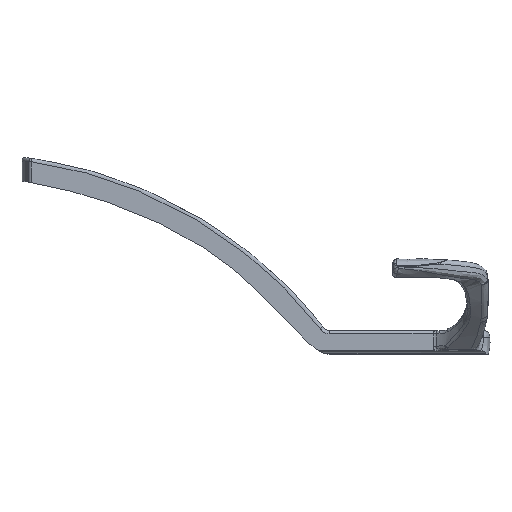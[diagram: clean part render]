
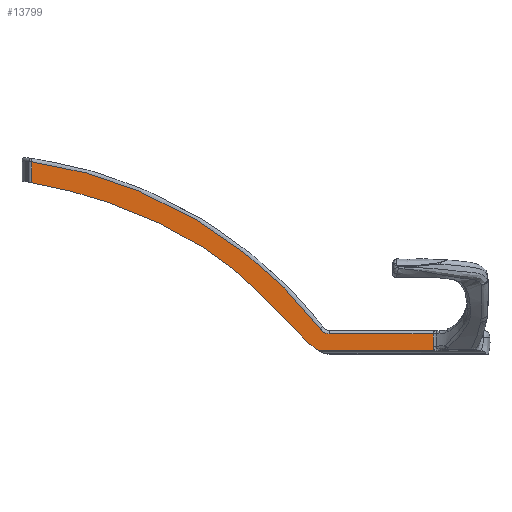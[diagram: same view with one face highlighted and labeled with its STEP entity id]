
A CAD part, left-side view. The second image highlights one B-rep face of the part: STEP entity #13799.
In plain terms, the highlighted planar face has unit normal (-1, 0, 0).
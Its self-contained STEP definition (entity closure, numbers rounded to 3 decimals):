
#80 = ORIENTED_EDGE ( 'NONE', *, *, #14713, .F. ) ;
#304 = VECTOR ( 'NONE', #13455, 1000. ) ;
#378 = CARTESIAN_POINT ( 'NONE',  ( -8.65, 116.675, 48.157 ) ) ;
#426 = LINE ( 'NONE', #11250, #304 ) ;
#448 = CARTESIAN_POINT ( 'NONE',  ( -8.65, 139.712, 58.705 ) ) ;
#479 = ORIENTED_EDGE ( 'NONE', *, *, #1752, .T. ) ;
#533 = EDGE_CURVE ( 'NONE', #10212, #11595, #1365, .T. ) ;
#672 = CARTESIAN_POINT ( 'NONE',  ( -8.65, 118.497, 54.012 ) ) ;
#689 = PLANE ( 'NONE',  #8880 ) ;
#921 = DIRECTION ( 'NONE',  ( 0., 0., -1. ) ) ;
#1182 = CARTESIAN_POINT ( 'NONE',  ( -8.65, 48.964, 6.251 ) ) ;
#1365 = B_SPLINE_CURVE_WITH_KNOTS ( 'NONE', 3,
 ( #14698, #5469, #13628, #12224, #7658, #6479, #10029, #14774, #4166, #8878, #10186, #4320, #12446, #1610, #8955, #2989, #11270, #672, #5389, #10105, #13700, #448 ),
 .UNSPECIFIED., .F., .F.,
 ( 4, 2, 2, 2, 2, 2, 2, 2, 2, 2, 4 ),
 ( 0.008, 0.021, 0.028, 0.034, 0.047, 0.054, 0.06, 0.073, 0.086, 0.099, 0.111 ),
 .UNSPECIFIED. ) ;
#1411 = LINE ( 'NONE', #13031, #8388 ) ;
#1422 = ORIENTED_EDGE ( 'NONE', *, *, #2131, .T. ) ;
#1610 = CARTESIAN_POINT ( 'NONE',  ( -8.65, 94.465, 43.9 ) ) ;
#1679 = VECTOR ( 'NONE', #7284, 1000. ) ;
#1740 = ORIENTED_EDGE ( 'NONE', *, *, #533, .T. ) ;
#1752 = EDGE_CURVE ( 'NONE', #11595, #12469, #7740, .T. ) ;
#2131 = EDGE_CURVE ( 'NONE', #2972, #7167, #5958, .T. ) ;
#2243 = CARTESIAN_POINT ( 'NONE',  ( -8.65, 17.244, 1.791 ) ) ;
#2444 = CARTESIAN_POINT ( 'NONE',  ( -8.65, 51.472, 7.446 ) ) ;
#2552 = DIRECTION ( 'NONE',  ( 0., 0., 1. ) ) ;
#2972 = VERTEX_POINT ( 'NONE', #5530 ) ;
#2989 = CARTESIAN_POINT ( 'NONE',  ( -8.65, 106.215, 49.523 ) ) ;
#3262 = CARTESIAN_POINT ( 'NONE',  ( -8.65, 16.999, 1.294 ) ) ;
#3347 = CARTESIAN_POINT ( 'NONE',  ( -8.65, 17.275, 1.899 ) ) ;
#3471 = EDGE_CURVE ( 'NONE', #15187, #7729, #11302, .T. ) ;
#3779 = CARTESIAN_POINT ( 'NONE',  ( -8.65, 52.898, 1.52 ) ) ;
#4166 = CARTESIAN_POINT ( 'NONE',  ( -8.65, 76.195, 32.071 ) ) ;
#4320 = CARTESIAN_POINT ( 'NONE',  ( -8.65, 86.951, 39.472 ) ) ;
#4467 = EDGE_CURVE ( 'NONE', #15001, #15187, #426, .T. ) ;
#4585 = CARTESIAN_POINT ( 'NONE',  ( -8.65, 17.326, 2.226 ) ) ;
#5389 = CARTESIAN_POINT ( 'NONE',  ( -8.65, 122.67, 55.239 ) ) ;
#5469 = CARTESIAN_POINT ( 'NONE',  ( -8.65, 54.406, 11.389 ) ) ;
#5530 = CARTESIAN_POINT ( 'NONE',  ( -8.65, 17.326, 6.251 ) ) ;
#5936 = CARTESIAN_POINT ( 'NONE',  ( -8.65, 48.964, 6.251 ) ) ;
#5945 = ORIENTED_EDGE ( 'NONE', *, *, #13017, .T. ) ;
#5958 = LINE ( 'NONE', #1182, #1679 ) ;
#6166 = EDGE_LOOP ( 'NONE', ( #13811, #14279, #15336, #1422, #5945, #1740, #479, #80 ) ) ;
#6479 = CARTESIAN_POINT ( 'NONE',  ( -8.65, 66.344, 23.731 ) ) ;
#6497 = DIRECTION ( 'NONE',  ( -1., 0., 0. ) ) ;
#6603 = B_SPLINE_CURVE_WITH_KNOTS ( 'NONE', 3,
 ( #9568, #3779, #10969, #8431, #7264, #378, #14321 ),
 .UNSPECIFIED., .F., .F.,
 ( 4, 1, 1, 1, 4 ),
 ( 0.032, 0.053, 0.131, 0.324, 0.968 ),
 .UNSPECIFIED. ) ;
#7034 = CARTESIAN_POINT ( 'NONE',  ( -8.65, 50.864, 6.831 ) ) ;
#7167 = VERTEX_POINT ( 'NONE', #8635 ) ;
#7171 = CARTESIAN_POINT ( 'NONE',  ( -8.65, 52.226, 1.126 ) ) ;
#7178 = B_SPLINE_CURVE_WITH_KNOTS ( 'NONE', 3,
 ( #5936, #8286, #8210, #14317, #10659, #7034, #14243, #2444, #7181, #11908 ),
 .UNSPECIFIED., .F., .F.,
 ( 4, 2, 2, 2, 4 ),
 ( 0., 0.001, 0.002, 0.003, 0.003 ),
 .UNSPECIFIED. ) ;
#7181 = CARTESIAN_POINT ( 'NONE',  ( -8.65, 51.638, 7.686 ) ) ;
#7264 = CARTESIAN_POINT ( 'NONE',  ( -8.65, 86.214, 36.346 ) ) ;
#7284 = DIRECTION ( 'NONE',  ( 0., 1., 0. ) ) ;
#7658 = CARTESIAN_POINT ( 'NONE',  ( -8.65, 63.228, 20.78 ) ) ;
#7729 = VERTEX_POINT ( 'NONE', #14325 ) ;
#7740 = LINE ( 'NONE', #7963, #10577 ) ;
#7963 = CARTESIAN_POINT ( 'NONE',  ( -8.65, 139.712, 100. ) ) ;
#8210 = CARTESIAN_POINT ( 'NONE',  ( -8.65, 49.541, 6.274 ) ) ;
#8286 = CARTESIAN_POINT ( 'NONE',  ( -8.65, 49.255, 6.245 ) ) ;
#8388 = VECTOR ( 'NONE', #2552, 1000. ) ;
#8431 = CARTESIAN_POINT ( 'NONE',  ( -8.65, 63.199, 11.566 ) ) ;
#8448 = EDGE_CURVE ( 'NONE', #7729, #2972, #1411, .T. ) ;
#8635 = CARTESIAN_POINT ( 'NONE',  ( -8.65, 48.964, 6.251 ) ) ;
#8878 = CARTESIAN_POINT ( 'NONE',  ( -8.65, 81.486, 35.868 ) ) ;
#8880 = AXIS2_PLACEMENT_3D ( 'NONE', #12316, #6497, #11217 ) ;
#8955 = CARTESIAN_POINT ( 'NONE',  ( -8.65, 98.323, 45.9 ) ) ;
#9451 = CARTESIAN_POINT ( 'NONE',  ( -8.65, 139.712, 58.705 ) ) ;
#9568 = CARTESIAN_POINT ( 'NONE',  ( -8.65, 52.226, 1.126 ) ) ;
#10029 = CARTESIAN_POINT ( 'NONE',  ( -8.65, 67.936, 25.172 ) ) ;
#10105 = CARTESIAN_POINT ( 'NONE',  ( -8.65, 131.115, 57.284 ) ) ;
#10186 = CARTESIAN_POINT ( 'NONE',  ( -8.65, 83.288, 37.098 ) ) ;
#10205 = FACE_OUTER_BOUND ( 'NONE', #6166, .T. ) ;
#10212 = VERTEX_POINT ( 'NONE', #12094 ) ;
#10456 = CARTESIAN_POINT ( 'NONE',  ( -8.65, 17.316, 2.116 ) ) ;
#10577 = VECTOR ( 'NONE', #921, 1000. ) ;
#10659 = CARTESIAN_POINT ( 'NONE',  ( -8.65, 50.37, 6.528 ) ) ;
#10969 = CARTESIAN_POINT ( 'NONE',  ( -8.65, 55.911, 3.705 ) ) ;
#11217 = DIRECTION ( 'NONE',  ( 0., 0., 1. ) ) ;
#11250 = CARTESIAN_POINT ( 'NONE',  ( -8.65, 52.226, 1.126 ) ) ;
#11270 = CARTESIAN_POINT ( 'NONE',  ( -8.65, 110.252, 51.147 ) ) ;
#11302 = B_SPLINE_CURVE_WITH_KNOTS ( 'NONE', 3,
 ( #15041, #3262, #12554, #2243, #3347, #10456, #4585, #11306 ),
 .UNSPECIFIED., .F., .F.,
 ( 4, 2, 2, 4 ),
 ( 0., 0.001, 0.001, 0.001 ),
 .UNSPECIFIED. ) ;
#11306 = CARTESIAN_POINT ( 'NONE',  ( -8.65, 17.326, 2.338 ) ) ;
#11595 = VERTEX_POINT ( 'NONE', #9451 ) ;
#11908 = CARTESIAN_POINT ( 'NONE',  ( -8.65, 51.778, 7.939 ) ) ;
#12094 = CARTESIAN_POINT ( 'NONE',  ( -8.65, 51.778, 7.939 ) ) ;
#12224 = CARTESIAN_POINT ( 'NONE',  ( -8.65, 61.702, 19.271 ) ) ;
#12316 = CARTESIAN_POINT ( 'NONE',  ( -8.65, 16.799, 100. ) ) ;
#12446 = CARTESIAN_POINT ( 'NONE',  ( -8.65, 88.813, 40.615 ) ) ;
#12469 = VERTEX_POINT ( 'NONE', #14680 ) ;
#12554 = CARTESIAN_POINT ( 'NONE',  ( -8.65, 17.121, 1.481 ) ) ;
#13017 = EDGE_CURVE ( 'NONE', #7167, #10212, #7178, .T. ) ;
#13031 = CARTESIAN_POINT ( 'NONE',  ( -8.65, 17.326, 6.251 ) ) ;
#13455 = DIRECTION ( 'NONE',  ( 0., -1., 0. ) ) ;
#13541 = CARTESIAN_POINT ( 'NONE',  ( -8.65, 16.85, 1.126 ) ) ;
#13628 = CARTESIAN_POINT ( 'NONE',  ( -8.65, 57.235, 14.633 ) ) ;
#13700 = CARTESIAN_POINT ( 'NONE',  ( -8.65, 135.388, 58.101 ) ) ;
#13799 = ADVANCED_FACE ( 'NONE', ( #10205 ), #689, .T. ) ;
#13811 = ORIENTED_EDGE ( 'NONE', *, *, #4467, .T. ) ;
#14243 = CARTESIAN_POINT ( 'NONE',  ( -8.65, 51.084, 7.018 ) ) ;
#14279 = ORIENTED_EDGE ( 'NONE', *, *, #3471, .T. ) ;
#14317 = CARTESIAN_POINT ( 'NONE',  ( -8.65, 50.104, 6.416 ) ) ;
#14321 = CARTESIAN_POINT ( 'NONE',  ( -8.65, 139.712, 52.323 ) ) ;
#14325 = CARTESIAN_POINT ( 'NONE',  ( -8.65, 17.326, 2.338 ) ) ;
#14680 = CARTESIAN_POINT ( 'NONE',  ( -8.65, 139.712, 52.323 ) ) ;
#14698 = CARTESIAN_POINT ( 'NONE',  ( -8.65, 51.778, 7.939 ) ) ;
#14713 = EDGE_CURVE ( 'NONE', #15001, #12469, #6603, .T. ) ;
#14774 = CARTESIAN_POINT ( 'NONE',  ( -8.65, 72.81, 29.394 ) ) ;
#15001 = VERTEX_POINT ( 'NONE', #7171 ) ;
#15041 = CARTESIAN_POINT ( 'NONE',  ( -8.65, 16.85, 1.126 ) ) ;
#15187 = VERTEX_POINT ( 'NONE', #13541 ) ;
#15336 = ORIENTED_EDGE ( 'NONE', *, *, #8448, .T. ) ;
